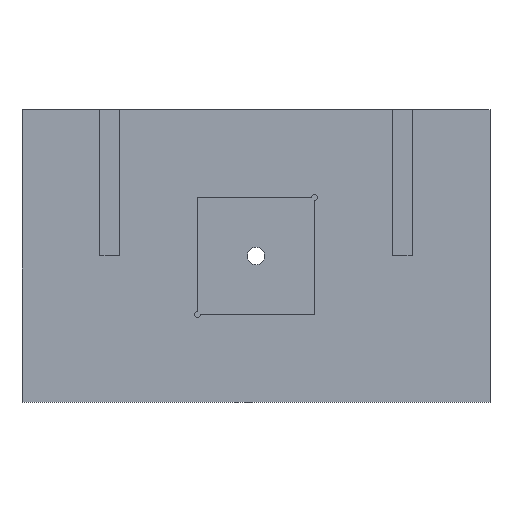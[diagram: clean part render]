
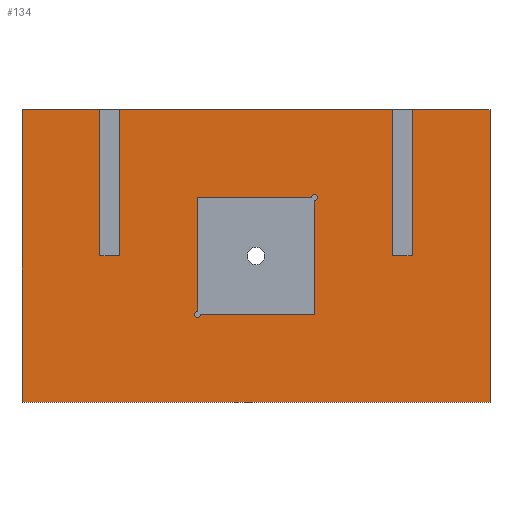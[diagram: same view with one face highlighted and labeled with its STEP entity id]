
A CAD part, top view. The second image highlights one B-rep face of the part: STEP entity #134.
In plain terms, the highlighted planar face has unit normal (0, 0, 1).
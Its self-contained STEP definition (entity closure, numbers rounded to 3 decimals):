
#134=ADVANCED_FACE('',(#269,#270),#271,.T.);
#269=FACE_BOUND('',#399,.T.);
#270=FACE_OUTER_BOUND('',#400,.T.);
#271=PLANE('',#401);
#399=EDGE_LOOP('',(#726,#727,#728,#729,#730,#731,#732,#733));
#400=EDGE_LOOP('',(#734,#735,#736,#737,#738,#739,#740,#741,#742,#743,#744,#745));
#401=AXIS2_PLACEMENT_3D('',#746,#747,#748);
#726=ORIENTED_EDGE('',*,*,#865,.T.);
#727=ORIENTED_EDGE('',*,*,#876,.T.);
#728=ORIENTED_EDGE('',*,*,#783,.T.);
#729=ORIENTED_EDGE('',*,*,#874,.T.);
#730=ORIENTED_EDGE('',*,*,#860,.T.);
#731=ORIENTED_EDGE('',*,*,#776,.T.);
#732=ORIENTED_EDGE('',*,*,#881,.T.);
#733=ORIENTED_EDGE('',*,*,#871,.T.);
#734=ORIENTED_EDGE('',*,*,#883,.T.);
#735=ORIENTED_EDGE('',*,*,#887,.T.);
#736=ORIENTED_EDGE('',*,*,#891,.T.);
#737=ORIENTED_EDGE('',*,*,#851,.F.);
#738=ORIENTED_EDGE('',*,*,#895,.T.);
#739=ORIENTED_EDGE('',*,*,#899,.T.);
#740=ORIENTED_EDGE('',*,*,#903,.T.);
#741=ORIENTED_EDGE('',*,*,#847,.F.);
#742=ORIENTED_EDGE('',*,*,#907,.F.);
#743=ORIENTED_EDGE('',*,*,#908,.F.);
#744=ORIENTED_EDGE('',*,*,#909,.F.);
#745=ORIENTED_EDGE('',*,*,#855,.F.);
#746=CARTESIAN_POINT('',(1063.296,111.508,10.5));
#747=DIRECTION('',(0.0,0.0,1.0));
#748=DIRECTION('',(1.0,0.0,0.0));
#776=EDGE_CURVE('',#920,#917,#921,.T.);
#783=EDGE_CURVE('',#927,#931,#933,.T.);
#847=EDGE_CURVE('',#1028,#1030,#1031,.T.);
#851=EDGE_CURVE('',#1036,#1038,#1039,.T.);
#855=EDGE_CURVE('',#1044,#1046,#1047,.T.);
#860=EDGE_CURVE('',#1052,#920,#1053,.T.);
#865=EDGE_CURVE('',#1061,#1059,#1062,.T.);
#871=EDGE_CURVE('',#1067,#1061,#1071,.T.);
#874=EDGE_CURVE('',#931,#1052,#1074,.T.);
#876=EDGE_CURVE('',#1059,#927,#1076,.T.);
#881=EDGE_CURVE('',#917,#1067,#1081,.T.);
#883=EDGE_CURVE('',#1044,#1083,#1084,.T.);
#887=EDGE_CURVE('',#1083,#1089,#1090,.T.);
#891=EDGE_CURVE('',#1089,#1038,#1095,.T.);
#895=EDGE_CURVE('',#1036,#1099,#1100,.T.);
#899=EDGE_CURVE('',#1099,#1105,#1106,.T.);
#903=EDGE_CURVE('',#1105,#1030,#1111,.T.);
#907=EDGE_CURVE('',#1115,#1028,#1116,.T.);
#908=EDGE_CURVE('',#1117,#1115,#1118,.T.);
#909=EDGE_CURVE('',#1046,#1117,#1119,.T.);
#917=VERTEX_POINT('',#1127);
#920=VERTEX_POINT('',#1131);
#921=CIRCLE('',#1132,2.5);
#927=VERTEX_POINT('',#1139);
#931=VERTEX_POINT('',#1144);
#933=CIRCLE('',#1147,2.5);
#1028=VERTEX_POINT('',#1268);
#1030=VERTEX_POINT('',#1271);
#1031=LINE('',#1272,#1273);
#1036=VERTEX_POINT('',#1280);
#1038=VERTEX_POINT('',#1283);
#1039=LINE('',#1284,#1285);
#1044=VERTEX_POINT('',#1292);
#1046=VERTEX_POINT('',#1295);
#1047=LINE('',#1296,#1297);
#1052=VERTEX_POINT('',#1303);
#1053=LINE('',#1304,#1305);
#1059=VERTEX_POINT('',#1313);
#1061=VERTEX_POINT('',#1316);
#1062=LINE('',#1317,#1318);
#1067=VERTEX_POINT('',#1325);
#1071=LINE('',#1331,#1332);
#1074=LINE('',#1336,#1337);
#1076=CIRCLE('',#1339,2.5);
#1081=CIRCLE('',#1344,2.5);
#1083=VERTEX_POINT('',#1346);
#1084=LINE('',#1347,#1348);
#1089=VERTEX_POINT('',#1355);
#1090=LINE('',#1356,#1357);
#1095=LINE('',#1364,#1365);
#1099=VERTEX_POINT('',#1370);
#1100=LINE('',#1371,#1372);
#1105=VERTEX_POINT('',#1379);
#1106=LINE('',#1380,#1381);
#1111=LINE('',#1388,#1389);
#1115=VERTEX_POINT('',#1394);
#1116=LINE('',#1395,#1396);
#1117=VERTEX_POINT('',#1397);
#1118=LINE('',#1398,#1399);
#1119=LINE('',#1400,#1401);
#1127=CARTESIAN_POINT('',(1115.796,161.508,10.5));
#1131=CARTESIAN_POINT('',(1110.796,161.508,10.5));
#1132=AXIS2_PLACEMENT_3D('',#1411,#1412,#1413);
#1139=CARTESIAN_POINT('',(1010.796,61.508,10.5));
#1144=CARTESIAN_POINT('',(1013.296,64.008,10.5));
#1147=AXIS2_PLACEMENT_3D('',#1423,#1424,#1425);
#1268=CARTESIAN_POINT('',(863.296,236.508,10.5));
#1271=CARTESIAN_POINT('',(929.796,236.508,10.5));
#1272=CARTESIAN_POINT('',(1263.296,236.508,10.5));
#1273=VECTOR('',#1510,1.0);
#1280=CARTESIAN_POINT('',(946.796,236.508,10.5));
#1283=CARTESIAN_POINT('',(1179.796,236.508,10.5));
#1284=CARTESIAN_POINT('',(1263.296,236.508,10.5));
#1285=VECTOR('',#1514,1.0);
#1292=CARTESIAN_POINT('',(1196.796,236.508,10.5));
#1295=CARTESIAN_POINT('',(1263.296,236.508,10.5));
#1296=CARTESIAN_POINT('',(1263.296,236.508,10.5));
#1297=VECTOR('',#1518,1.0);
#1303=CARTESIAN_POINT('',(1013.296,161.508,10.5));
#1304=CARTESIAN_POINT('',(1038.296,161.508,10.5));
#1305=VECTOR('',#1523,1.0);
#1313=CARTESIAN_POINT('',(1015.796,61.508,10.5));
#1316=CARTESIAN_POINT('',(1113.296,61.508,10.5));
#1317=CARTESIAN_POINT('',(1088.296,61.508,10.5));
#1318=VECTOR('',#1527,1.0);
#1325=CARTESIAN_POINT('',(1113.296,159.008,10.5));
#1331=CARTESIAN_POINT('',(1113.296,136.508,10.5));
#1332=VECTOR('',#1532,1.0);
#1336=CARTESIAN_POINT('',(1013.296,86.508,10.5));
#1337=VECTOR('',#1534,1.0);
#1339=AXIS2_PLACEMENT_3D('',#1535,#1536,#1537);
#1344=AXIS2_PLACEMENT_3D('',#1544,#1545,#1546);
#1346=CARTESIAN_POINT('',(1196.796,111.508,10.5));
#1347=CARTESIAN_POINT('',(1196.796,174.008,10.5));
#1348=VECTOR('',#1547,1.0);
#1355=CARTESIAN_POINT('',(1179.796,111.508,10.5));
#1356=CARTESIAN_POINT('',(1130.046,111.508,10.5));
#1357=VECTOR('',#1550,1.0);
#1364=CARTESIAN_POINT('',(1179.796,111.508,10.5));
#1365=VECTOR('',#1553,1.0);
#1370=CARTESIAN_POINT('',(946.796,111.508,10.5));
#1371=CARTESIAN_POINT('',(946.796,174.008,10.5));
#1372=VECTOR('',#1555,1.0);
#1379=CARTESIAN_POINT('',(929.796,111.508,10.5));
#1380=CARTESIAN_POINT('',(1005.046,111.508,10.5));
#1381=VECTOR('',#1558,1.0);
#1388=CARTESIAN_POINT('',(929.796,111.508,10.5));
#1389=VECTOR('',#1561,1.0);
#1394=CARTESIAN_POINT('',(863.296,-13.492,10.5));
#1395=CARTESIAN_POINT('',(863.296,236.508,10.5));
#1396=VECTOR('',#1563,1.0);
#1397=CARTESIAN_POINT('',(1263.296,-13.492,10.5));
#1398=CARTESIAN_POINT('',(863.296,-13.492,10.5));
#1399=VECTOR('',#1564,1.0);
#1400=CARTESIAN_POINT('',(1263.296,-13.492,10.5));
#1401=VECTOR('',#1565,1.0);
#1411=CARTESIAN_POINT('',(1113.296,161.508,10.5));
#1412=DIRECTION('',(0.0,0.0,-1.0));
#1413=DIRECTION('',(1.0,0.0,0.0));
#1423=CARTESIAN_POINT('',(1013.296,61.508,10.5));
#1424=DIRECTION('',(0.0,0.0,-1.0));
#1425=DIRECTION('',(1.0,0.0,0.0));
#1510=DIRECTION('',(1.0,0.0,0.0));
#1514=DIRECTION('',(1.0,0.0,0.0));
#1518=DIRECTION('',(1.0,0.0,0.0));
#1523=DIRECTION('',(1.0,0.0,0.0));
#1527=DIRECTION('',(-1.0,0.0,0.0));
#1532=DIRECTION('',(0.0,-1.0,0.0));
#1534=DIRECTION('',(0.0,1.0,0.0));
#1535=CARTESIAN_POINT('',(1013.296,61.508,10.5));
#1536=DIRECTION('',(0.0,0.0,-1.0));
#1537=DIRECTION('',(1.0,0.0,0.0));
#1544=CARTESIAN_POINT('',(1113.296,161.508,10.5));
#1545=DIRECTION('',(0.0,0.0,-1.0));
#1546=DIRECTION('',(1.0,0.0,0.0));
#1547=DIRECTION('',(0.0,-1.0,0.0));
#1550=DIRECTION('',(-1.0,0.0,0.0));
#1553=DIRECTION('',(0.0,1.0,0.0));
#1555=DIRECTION('',(0.0,-1.0,0.0));
#1558=DIRECTION('',(-1.0,0.0,0.0));
#1561=DIRECTION('',(0.0,1.0,0.0));
#1563=DIRECTION('',(0.0,1.0,0.0));
#1564=DIRECTION('',(-1.0,-0.0,-0.0));
#1565=DIRECTION('',(-0.0,-1.0,-0.0));
